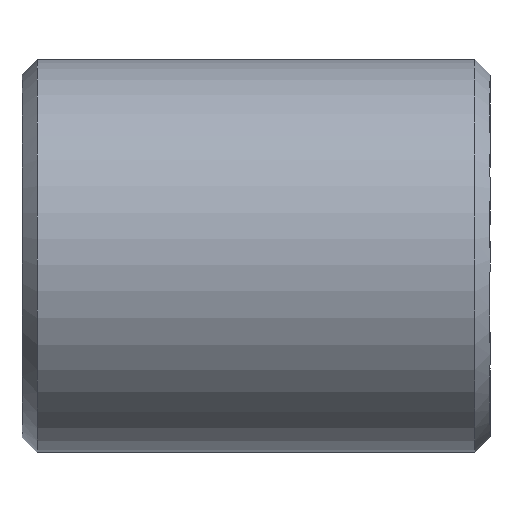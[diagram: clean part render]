
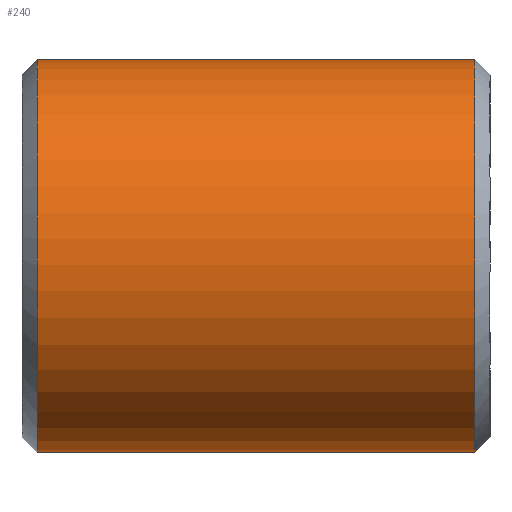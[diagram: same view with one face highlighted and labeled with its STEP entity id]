
A CAD part, front view. The second image highlights one B-rep face of the part: STEP entity #240.
In plain terms, the highlighted free-form (B-spline) face has degree [2, 1] with [5, 2] control points.
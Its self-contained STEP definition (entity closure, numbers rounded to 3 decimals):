
#82 = VERTEX_POINT('',#83);
#83 = CARTESIAN_POINT('',(33.556,0.,
    -30.085));
#89 = VERTEX_POINT('',#90);
#90 = CARTESIAN_POINT('',(33.556,0.,30.085));
#118 = EDGE_CURVE('',#82,#119,#121,.T.);
#119 = VERTEX_POINT('',#120);
#120 = CARTESIAN_POINT('',(-33.556,0.,-30.085));
#121 = B_SPLINE_CURVE_WITH_KNOTS('',1,(#122,#123),.UNSPECIFIED.,.F.,.F.,
  (2,2),(-60.,-2.),.PIECEWISE_BEZIER_KNOTS.);
#122 = CARTESIAN_POINT('',(33.556,0.,
    -30.085));
#123 = CARTESIAN_POINT('',(-33.556,0.,
    -30.085));
#126 = VERTEX_POINT('',#127);
#127 = CARTESIAN_POINT('',(-33.556,0.,
    30.085));
#135 = EDGE_CURVE('',#89,#126,#136,.T.);
#136 = B_SPLINE_CURVE_WITH_KNOTS('',1,(#137,#138),.UNSPECIFIED.,.F.,.F.,
  (2,2),(-60.,-2.),.PIECEWISE_BEZIER_KNOTS.);
#137 = CARTESIAN_POINT('',(33.556,0.,30.085));
#138 = CARTESIAN_POINT('',(-33.556,0.,30.085));
#222 = EDGE_CURVE('',#119,#126,#223,.T.);
#223 = ( BOUNDED_CURVE() B_SPLINE_CURVE(2,(#224,#225,#226,#227,#228),
.UNSPECIFIED.,.F.,.F.) B_SPLINE_CURVE_WITH_KNOTS((3,2,3),(3.142,
4.712,6.283),.PIECEWISE_BEZIER_KNOTS.) CURVE() 
GEOMETRIC_REPRESENTATION_ITEM() RATIONAL_B_SPLINE_CURVE((1.,
0.707,1.,0.707,1.)) REPRESENTATION_ITEM('') );
#224 = CARTESIAN_POINT('',(-33.556,0.,
    -30.085));
#225 = CARTESIAN_POINT('',(-33.556,-30.085,
    -30.085));
#226 = CARTESIAN_POINT('',(-33.556,-30.085,
    0.));
#227 = CARTESIAN_POINT('',(-33.556,-30.085,
    30.085));
#228 = CARTESIAN_POINT('',(-33.556,0.,
    30.085));
#240 = ADVANCED_FACE('',(#241),#254,.T.);
#241 = FACE_BOUND('',#242,.T.);
#242 = EDGE_LOOP('',(#243,#244,#252,#253));
#243 = ORIENTED_EDGE('',*,*,#118,.F.);
#244 = ORIENTED_EDGE('',*,*,#245,.T.);
#245 = EDGE_CURVE('',#82,#89,#246,.T.);
#246 = ( BOUNDED_CURVE() B_SPLINE_CURVE(2,(#247,#248,#249,#250,#251),
.UNSPECIFIED.,.F.,.F.) B_SPLINE_CURVE_WITH_KNOTS((3,2,3),(3.142,
4.712,6.283),.PIECEWISE_BEZIER_KNOTS.) CURVE() 
GEOMETRIC_REPRESENTATION_ITEM() RATIONAL_B_SPLINE_CURVE((1.,
0.707,1.,0.707,1.)) REPRESENTATION_ITEM('') );
#247 = CARTESIAN_POINT('',(33.556,0.,
    -30.085));
#248 = CARTESIAN_POINT('',(33.556,-30.085,
    -30.085));
#249 = CARTESIAN_POINT('',(33.556,-30.085,
    0.));
#250 = CARTESIAN_POINT('',(33.556,-30.085,
    30.085));
#251 = CARTESIAN_POINT('',(33.556,0.,
    30.085));
#252 = ORIENTED_EDGE('',*,*,#135,.T.);
#253 = ORIENTED_EDGE('',*,*,#222,.F.);
#254 = ( BOUNDED_SURFACE() B_SPLINE_SURFACE(2,1,(
    (#255,#256)
    ,(#257,#258)
    ,(#259,#260)
    ,(#261,#262)
,(#263,#264
    )),.UNSPECIFIED.,.F.,.F.,.F.) B_SPLINE_SURFACE_WITH_KNOTS((3,2,3),(2
    ,2),(3.142,4.712,6.283),(-60.,-2.),
.PIECEWISE_BEZIER_KNOTS.) GEOMETRIC_REPRESENTATION_ITEM() 
RATIONAL_B_SPLINE_SURFACE((
    (1.,1.)
    ,(0.707,0.707)
    ,(1.,1.)
    ,(0.707,0.707)
,(1.,1.))) REPRESENTATION_ITEM('') SURFACE() );
#255 = CARTESIAN_POINT('',(33.556,0.,
    -30.085));
#256 = CARTESIAN_POINT('',(-33.556,0.,
    -30.085));
#257 = CARTESIAN_POINT('',(33.556,-30.085,
    -30.085));
#258 = CARTESIAN_POINT('',(-33.556,-30.085,
    -30.085));
#259 = CARTESIAN_POINT('',(33.556,-30.085,
    0.));
#260 = CARTESIAN_POINT('',(-33.556,-30.085,
    0.));
#261 = CARTESIAN_POINT('',(33.556,-30.085,
    30.085));
#262 = CARTESIAN_POINT('',(-33.556,-30.085,
    30.085));
#263 = CARTESIAN_POINT('',(33.556,0.,
    30.085));
#264 = CARTESIAN_POINT('',(-33.556,0.,
    30.085));
